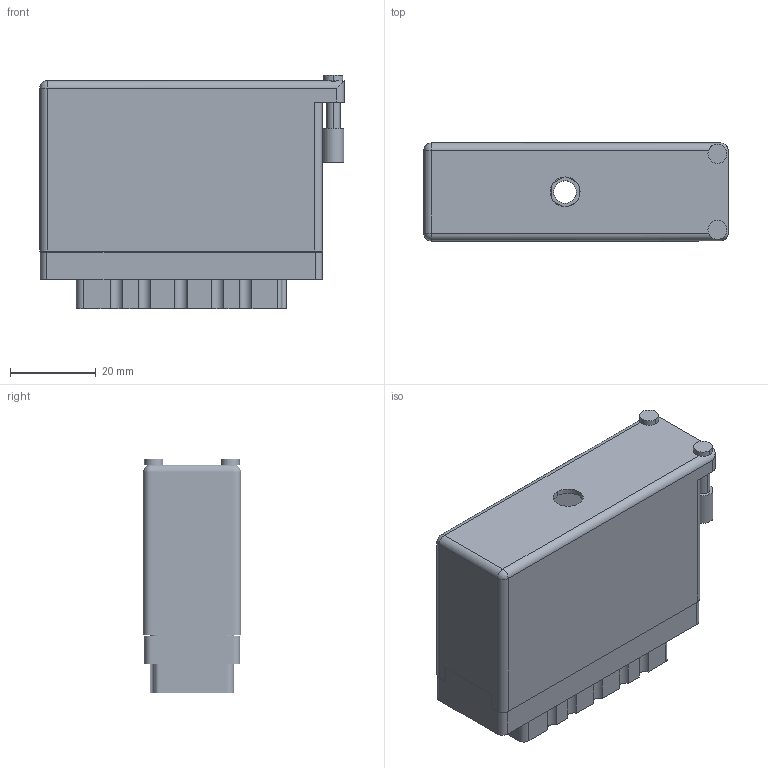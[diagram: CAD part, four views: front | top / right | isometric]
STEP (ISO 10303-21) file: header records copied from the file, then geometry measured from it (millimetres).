
FILE_DESCRIPTION (( 'STEP AP203' ), '1' );
FILE_NAME ('516-056-500-450.STEP', '2020-03-05T22:07:23', ( '' ), ( '' ), 'SwSTEP 2.0', 'SolidWorks 2016', '' );
FILE_SCHEMA (( 'CONFIG_CONTROL_DESIGN' ));
Length unit declared in the file: inch
Products named in the file (4): 516-292-001_500 Contact; 516 Part Receptacle_056; 516-056-500-450; 516-230-001_Metal - 056 Side Entry
Assembly tree (58 placements, depth 2):
  516-056-500-450
    516 Part Receptacle_056
    516-292-001_500 Contact  x56
    516-230-001_Metal - 056 Side Entry
Bounding box: 71.12 x 22.83 x 54.53 mm (x, y, z)
Volume: 26734.3 mm3; surface area: 46442.8 mm2
Topology: 58 solids, 58 shells, 5584 faces, 16227 edges, 10774 vertices
Faces by surface type: plane 3334, cylinder 1910, bspline 336, cone 2, sphere 2
Entity records: 49382 total; most frequent: CARTESIAN_POINT 8660, ORIENTED_EDGE 8250, DIRECTION 8067, EDGE_CURVE 4125, VECTOR 3023, LINE 3023, VERTEX_POINT 2744, AXIS2_PLACEMENT_3D 2522
